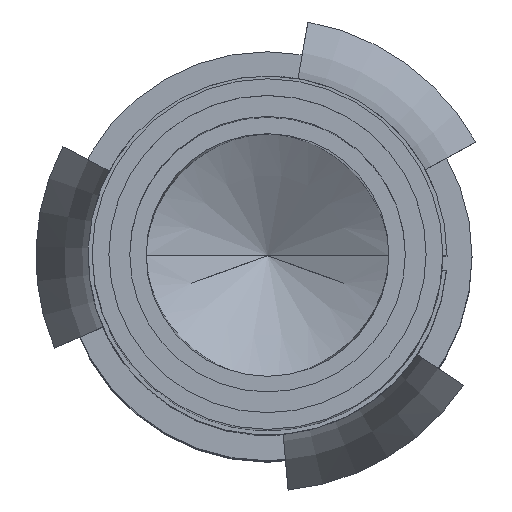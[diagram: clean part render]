
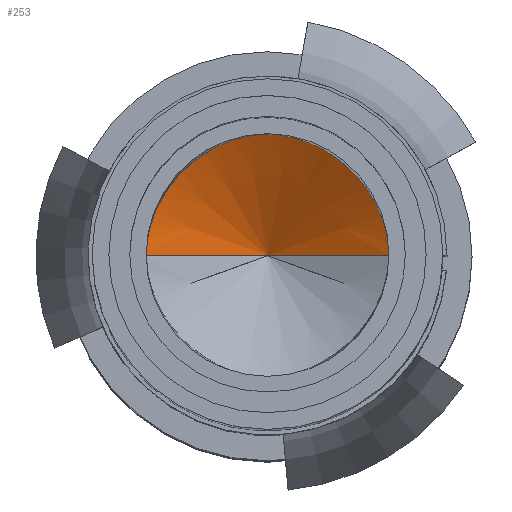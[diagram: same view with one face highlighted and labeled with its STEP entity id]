
A CAD part, top view. The second image highlights one B-rep face of the part: STEP entity #253.
In plain terms, the highlighted conical face has half-angle 61.115 degrees and reference radius 0.741 mm.
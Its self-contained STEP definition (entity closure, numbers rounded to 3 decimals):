
#89=B_SPLINE_CURVE_WITH_KNOTS('',3,(#2346,#2347,#2348,#2349),
 .UNSPECIFIED.,.F.,.F.,(4,4),(0.,1.),.UNSPECIFIED.);
#90=B_SPLINE_CURVE_WITH_KNOTS('',3,(#2351,#2352,#2353,#2354),
 .UNSPECIFIED.,.F.,.F.,(4,4),(0.,1.),.UNSPECIFIED.);
#91=B_SPLINE_CURVE_WITH_KNOTS('',3,(#2356,#2357,#2358,#2359,#2360,#2361),
 .UNSPECIFIED.,.F.,.F.,(4,2,4),(0.,0.5,1.),.UNSPECIFIED.);
#253=ADVANCED_FACE('',(#373),#345,.F.);
#345=CONICAL_SURFACE('',#1715,0.741,61.115);
#373=FACE_OUTER_BOUND('',#462,.T.);
#462=EDGE_LOOP('',(#671,#672,#673));
#671=ORIENTED_EDGE('',*,*,#1309,.F.);
#672=ORIENTED_EDGE('',*,*,#1311,.F.);
#673=ORIENTED_EDGE('',*,*,#1310,.T.);
#1143=VERTEX_POINT('',#2344);
#1144=VERTEX_POINT('',#2345);
#1145=VERTEX_POINT('',#2350);
#1309=EDGE_CURVE('',#1144,#1145,#89,.T.);
#1310=EDGE_CURVE('',#1143,#1145,#90,.T.);
#1311=EDGE_CURVE('',#1143,#1144,#91,.T.);
#1715=AXIS2_PLACEMENT_3D('',#2362,#1900,#1901);
#1900=DIRECTION('',(0.,0.,1.));
#1901=DIRECTION('',(-1.,0.,0.));
#2344=CARTESIAN_POINT('',(-1.451,0.,2.709));
#2345=CARTESIAN_POINT('',(1.451,0.,2.709));
#2346=CARTESIAN_POINT('',(1.451,0.,2.709));
#2347=CARTESIAN_POINT('',(0.967,0.,2.443));
#2348=CARTESIAN_POINT('',(0.484,0.,2.176));
#2349=CARTESIAN_POINT('',(0.,0.,1.909));
#2350=CARTESIAN_POINT('',(0.,0.,1.909));
#2351=CARTESIAN_POINT('',(-1.451,0.,2.709));
#2352=CARTESIAN_POINT('',(-0.967,0.,2.443));
#2353=CARTESIAN_POINT('',(-0.484,0.,2.176));
#2354=CARTESIAN_POINT('',(0.,0.,1.909));
#2356=CARTESIAN_POINT('',(-1.453,0.,2.709));
#2357=CARTESIAN_POINT('',(-1.453,0.761,2.709));
#2358=CARTESIAN_POINT('',(-0.761,1.453,2.709));
#2359=CARTESIAN_POINT('',(0.761,1.453,2.709));
#2360=CARTESIAN_POINT('',(1.453,0.761,2.709));
#2361=CARTESIAN_POINT('',(1.453,0.,2.709));
#2362=CARTESIAN_POINT('',(0.,0.,2.318));
